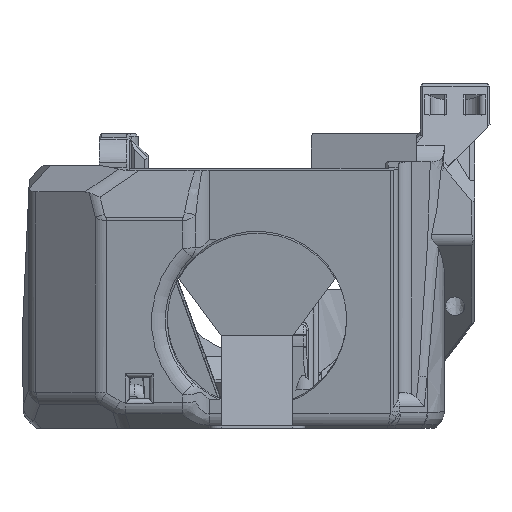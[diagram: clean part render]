
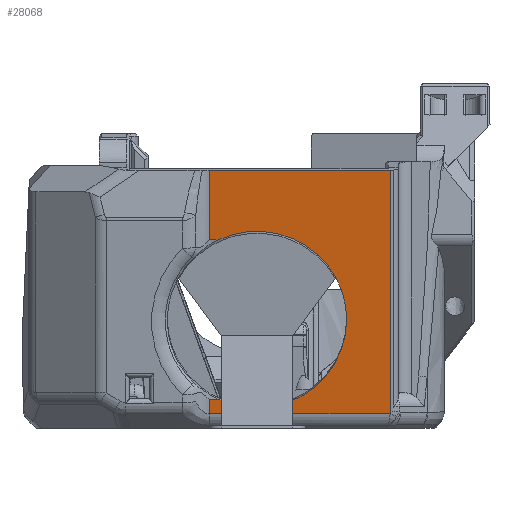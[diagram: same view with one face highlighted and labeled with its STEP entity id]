
A CAD part, left-side view. The second image highlights one B-rep face of the part: STEP entity #28068.
In plain terms, the highlighted planar face has unit normal (-0.985, 0, -0.174).
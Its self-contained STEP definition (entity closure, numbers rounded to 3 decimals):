
#634=ELLIPSE('',#30312,1.92,1.);
#1233=B_SPLINE_CURVE_WITH_KNOTS('',3,(#48301,#48302,#48303,#48304),
 .UNSPECIFIED.,.F.,.F.,(4,4),(0.,0.001),.UNSPECIFIED.);
#1241=B_SPLINE_CURVE_WITH_KNOTS('',3,(#48455,#48456,#48457,#48458),
 .UNSPECIFIED.,.F.,.F.,(4,4),(0.,0.001),.UNSPECIFIED.);
#2122=CIRCLE('',#30313,14.);
#7091=ORIENTED_EDGE('',*,*,#13866,.T.);
#7092=ORIENTED_EDGE('',*,*,#13933,.T.);
#7093=ORIENTED_EDGE('',*,*,#13931,.F.);
#7094=ORIENTED_EDGE('',*,*,#13934,.F.);
#7095=ORIENTED_EDGE('',*,*,#13935,.T.);
#7096=ORIENTED_EDGE('',*,*,#13936,.T.);
#7097=ORIENTED_EDGE('',*,*,#13937,.T.);
#7098=ORIENTED_EDGE('',*,*,#13869,.T.);
#7099=ORIENTED_EDGE('',*,*,#13867,.T.);
#13866=EDGE_CURVE('',#17379,#17451,#19779,.T.);
#13867=EDGE_CURVE('',#17452,#17379,#19780,.F.);
#13869=EDGE_CURVE('',#17453,#17452,#1233,.T.);
#13931=EDGE_CURVE('',#17495,#17496,#19824,.F.);
#13933=EDGE_CURVE('',#17451,#17496,#634,.F.);
#13934=EDGE_CURVE('',#17497,#17495,#19825,.T.);
#13935=EDGE_CURVE('',#17497,#17498,#19826,.F.);
#13936=EDGE_CURVE('',#17498,#17499,#1241,.F.);
#13937=EDGE_CURVE('',#17499,#17453,#2122,.T.);
#17379=VERTEX_POINT('',#48018);
#17451=VERTEX_POINT('',#48268);
#17452=VERTEX_POINT('',#48272);
#17453=VERTEX_POINT('',#48305);
#17495=VERTEX_POINT('',#48445);
#17496=VERTEX_POINT('',#48447);
#17497=VERTEX_POINT('',#48452);
#17498=VERTEX_POINT('',#48454);
#17499=VERTEX_POINT('',#48459);
#19779=LINE('',#48269,#22123);
#19780=LINE('',#48271,#22124);
#19824=LINE('',#48446,#22168);
#19825=LINE('',#48451,#22169);
#19826=LINE('',#48453,#22170);
#22123=VECTOR('',#35428,1000.);
#22124=VECTOR('',#35431,1000.);
#22168=VECTOR('',#35525,1000.);
#22169=VECTOR('',#35532,1000.);
#22170=VECTOR('',#35533,1000.);
#23825=EDGE_LOOP('',(#7091,#7092,#7093,#7094,#7095,#7096,#7097,#7098,#7099));
#25565=FACE_BOUND('',#23825,.T.);
#26927=PLANE('',#30311);
#28068=ADVANCED_FACE('',(#25565),#26927,.F.);
#30311=AXIS2_PLACEMENT_3D('',#48449,#35528,#35529);
#30312=AXIS2_PLACEMENT_3D('',#48450,#35530,#35531);
#30313=AXIS2_PLACEMENT_3D('',#48460,#35534,#35535);
#35428=DIRECTION('',(0.,-1.,0.));
#35431=DIRECTION('',(-0.174,0.,0.985));
#35525=DIRECTION('',(-0.174,0.,0.985));
#35528=DIRECTION('',(0.985,0.,0.174));
#35529=DIRECTION('',(-0.174,0.,0.985));
#35530=DIRECTION('',(0.985,0.,0.174));
#35531=DIRECTION('',(0.126,-0.686,-0.716));
#35532=DIRECTION('',(0.,-1.,0.));
#35533=DIRECTION('',(-0.174,0.,0.985));
#35534=DIRECTION('',(0.985,0.,0.174));
#35535=DIRECTION('',(-0.174,0.,0.985));
#48018=CARTESIAN_POINT('',(-27.864,12.27,2.262));
#48268=CARTESIAN_POINT('',(-27.864,-15.951,2.262));
#48269=CARTESIAN_POINT('',(-27.864,-14.655,2.262));
#48271=CARTESIAN_POINT('',(-31.185,12.27,21.099));
#48272=CARTESIAN_POINT('',(-28.255,12.27,4.482));
#48301=CARTESIAN_POINT('',(-28.27,10.952,4.562));
#48302=CARTESIAN_POINT('',(-28.27,11.393,4.564));
#48303=CARTESIAN_POINT('',(-28.265,11.833,4.537));
#48304=CARTESIAN_POINT('',(-28.255,12.27,4.482));
#48305=CARTESIAN_POINT('',(-28.27,10.952,4.562));
#48445=CARTESIAN_POINT('',(-34.572,-16.002,40.304));
#48446=CARTESIAN_POINT('',(-7.663,-16.002,-112.301));
#48447=CARTESIAN_POINT('',(-27.916,-16.002,2.558));
#48449=CARTESIAN_POINT('',(-31.185,24.853,21.099));
#48450=CARTESIAN_POINT('',(-28.071,-14.497,3.435));
#48451=CARTESIAN_POINT('',(-34.572,24.853,40.304));
#48452=CARTESIAN_POINT('',(-34.572,12.27,40.304));
#48453=CARTESIAN_POINT('',(-31.185,12.27,21.099));
#48454=CARTESIAN_POINT('',(-32.66,12.27,29.463));
#48455=CARTESIAN_POINT('',(-32.646,10.952,29.383));
#48456=CARTESIAN_POINT('',(-32.646,11.393,29.381));
#48457=CARTESIAN_POINT('',(-32.651,11.833,29.409));
#48458=CARTESIAN_POINT('',(-32.66,12.27,29.463));
#48459=CARTESIAN_POINT('',(-32.646,10.952,29.383));
#48460=CARTESIAN_POINT('',(-30.458,4.853,16.973));
